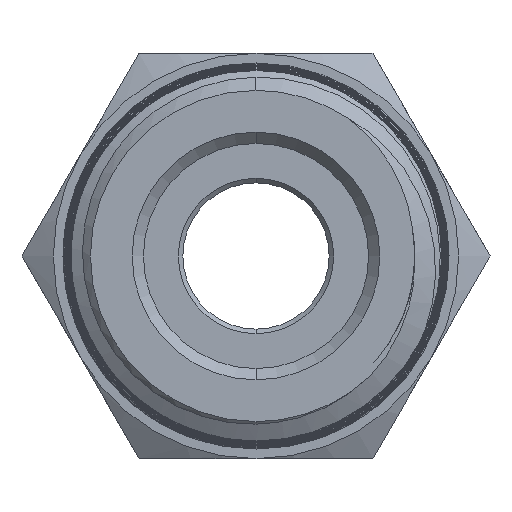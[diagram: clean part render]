
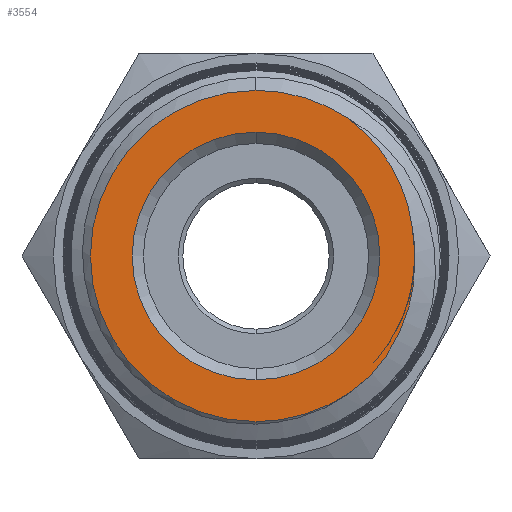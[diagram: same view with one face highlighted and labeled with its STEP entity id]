
A CAD part, front view. The second image highlights one B-rep face of the part: STEP entity #3554.
In plain terms, the highlighted planar face has unit normal (0, -1, 0).
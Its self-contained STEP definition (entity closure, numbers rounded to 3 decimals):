
#20 = ORIENTED_EDGE ( 'NONE', *, *, #6223, .T. ) ;
#42 = CARTESIAN_POINT ( 'NONE',  ( 5.011, 0., -5.385 ) ) ;
#50 = CARTESIAN_POINT ( 'NONE',  ( 4.479, 0., 5.808 ) ) ;
#182 = DIRECTION ( 'NONE',  ( 0., -1., 0. ) ) ;
#287 = CARTESIAN_POINT ( 'NONE',  ( 5.17, 0., -5.22 ) ) ;
#338 = DIRECTION ( 'NONE',  ( 0., -1., 0. ) ) ;
#380 = VERTEX_POINT ( 'NONE', #42 ) ;
#426 = CARTESIAN_POINT ( 'NONE',  ( 6.82, 0., -2.213 ) ) ;
#449 = CARTESIAN_POINT ( 'NONE',  ( 0., 0., -5.5 ) ) ;
#545 = FACE_BOUND ( 'NONE', #4886, .T. ) ;
#585 = B_SPLINE_CURVE_WITH_KNOTS ( 'NONE', 3,
 ( #6747, #2215, #1164, #5163, #1744, #5728, #2305, #6285, #2887, #6864, #3483, #50, #4070, #600 ),
 .UNSPECIFIED., .F., .F.,
 ( 4, 2, 2, 2, 2, 2, 4 ),
 ( 0., 0.001, 0.002, 0.003, 0.004, 0.005, 0.006 ),
 .UNSPECIFIED. ) ;
#600 = CARTESIAN_POINT ( 'NONE',  ( 4.106, 0., 6.103 ) ) ;
#794 = CARTESIAN_POINT ( 'NONE',  ( 0., 0., 0. ) ) ;
#835 = DIRECTION ( 'NONE',  ( 0., 1., 0. ) ) ;
#886 = VERTEX_POINT ( 'NONE', #5917 ) ;
#956 = CARTESIAN_POINT ( 'NONE',  ( 4.106, 0., 6.103 ) ) ;
#957 = CARTESIAN_POINT ( 'NONE',  ( 5.011, 0., -5.385 ) ) ;
#979 = VERTEX_POINT ( 'NONE', #6445 ) ;
#987 = EDGE_LOOP ( 'NONE', ( #7247, #2868, #5898, #20, #4598, #6078 ) ) ;
#1004 = CARTESIAN_POINT ( 'NONE',  ( 7.042, 0., -0.852 ) ) ;
#1164 = CARTESIAN_POINT ( 'NONE',  ( 6.759, 0., 2.236 ) ) ;
#1203 = VERTEX_POINT ( 'NONE', #6632 ) ;
#1394 = DIRECTION ( 'NONE',  ( 0., 0., 1. ) ) ;
#1412 = DIRECTION ( 'NONE',  ( 0., 1., 0. ) ) ;
#1458 = VERTEX_POINT ( 'NONE', #3904 ) ;
#1494 = VERTEX_POINT ( 'NONE', #4460 ) ;
#1539 = CARTESIAN_POINT ( 'NONE',  ( 6.932, 0., 1.296 ) ) ;
#1685 = CIRCLE ( 'NONE', #3699, 7.356 ) ;
#1727 = DIRECTION ( 'NONE',  ( 0., 0., 1. ) ) ;
#1744 = CARTESIAN_POINT ( 'NONE',  ( 6.437, 0., 3.131 ) ) ;
#2215 = CARTESIAN_POINT ( 'NONE',  ( 6.869, 0., 1.773 ) ) ;
#2305 = CARTESIAN_POINT ( 'NONE',  ( 6.125, 0., 3.78 ) ) ;
#2316 = B_SPLINE_CURVE_WITH_KNOTS ( 'NONE', 3,
 ( #6061, #3237, #4958, #1539 ),
 .UNSPECIFIED., .F., .F.,
 ( 4, 4 ),
 ( 0., 0.002 ),
 .UNSPECIFIED. ) ;
#2442 = AXIS2_PLACEMENT_3D ( 'NONE', #3119, #7108, #3736 ) ;
#2703 = CARTESIAN_POINT ( 'NONE',  ( 5.611, 0., -4.686 ) ) ;
#2750 = AXIS2_PLACEMENT_3D ( 'NONE', #794, #4821, #1394 ) ;
#2783 = EDGE_CURVE ( 'NONE', #1494, #380, #1685, .T. ) ;
#2784 = VERTEX_POINT ( 'NONE', #956 ) ;
#2803 = EDGE_CURVE ( 'NONE', #2784, #1203, #5515, .T. ) ;
#2828 = EDGE_CURVE ( 'NONE', #1203, #1494, #2920, .T. ) ;
#2868 = ORIENTED_EDGE ( 'NONE', *, *, #2828, .T. ) ;
#2887 = CARTESIAN_POINT ( 'NONE',  ( 5.479, 0., 4.779 ) ) ;
#2920 = CIRCLE ( 'NONE', #2750, 7.356 ) ;
#3119 = CARTESIAN_POINT ( 'NONE',  ( 0., 0., 0. ) ) ;
#3237 = CARTESIAN_POINT ( 'NONE',  ( 7.072, 0., 0.176 ) ) ;
#3302 = CARTESIAN_POINT ( 'NONE',  ( 6.124, 0., -3.918 ) ) ;
#3483 = CARTESIAN_POINT ( 'NONE',  ( 4.832, 0., 5.484 ) ) ;
#3554 = ADVANCED_FACE ( 'NONE', ( #545, #4952 ), #3706, .F. ) ;
#3567 = AXIS2_PLACEMENT_3D ( 'NONE', #4303, #835, #4853 ) ;
#3631 = CARTESIAN_POINT ( 'NONE',  ( 0., 0., 0. ) ) ;
#3699 = AXIS2_PLACEMENT_3D ( 'NONE', #6853, #338, #1727 ) ;
#3706 = PLANE ( 'NONE',  #2442 ) ;
#3736 = DIRECTION ( 'NONE',  ( 0., 0., 1. ) ) ;
#3890 = CARTESIAN_POINT ( 'NONE',  ( 6.685, 0., -2.661 ) ) ;
#3904 = CARTESIAN_POINT ( 'NONE',  ( 0., 0., 5.5 ) ) ;
#4070 = CARTESIAN_POINT ( 'NONE',  ( 4.296, 0., 5.961 ) ) ;
#4210 = DIRECTION ( 'NONE',  ( 0., 0., 1. ) ) ;
#4222 = EDGE_CURVE ( 'NONE', #6332, #1458, #4912, .T. ) ;
#4247 = ORIENTED_EDGE ( 'NONE', *, *, #4222, .T. ) ;
#4303 = CARTESIAN_POINT ( 'NONE',  ( 0., 0., 0. ) ) ;
#4460 = CARTESIAN_POINT ( 'NONE',  ( 0., 0., -7.356 ) ) ;
#4470 = CARTESIAN_POINT ( 'NONE',  ( 6.997, 0., -1.31 ) ) ;
#4496 = AXIS2_PLACEMENT_3D ( 'NONE', #4837, #1412, #5389 ) ;
#4598 = ORIENTED_EDGE ( 'NONE', *, *, #4601, .T. ) ;
#4601 = EDGE_CURVE ( 'NONE', #979, #886, #2316, .T. ) ;
#4821 = DIRECTION ( 'NONE',  ( 0., -1., 0. ) ) ;
#4836 = EDGE_CURVE ( 'NONE', #886, #2784, #585, .T. ) ;
#4837 = CARTESIAN_POINT ( 'NONE',  ( 0., 0., 0. ) ) ;
#4853 = DIRECTION ( 'NONE',  ( 0., 0., 1. ) ) ;
#4886 = EDGE_LOOP ( 'NONE', ( #4247, #5725 ) ) ;
#4912 = CIRCLE ( 'NONE', #4496, 5.5 ) ;
#4952 = FACE_OUTER_BOUND ( 'NONE', #987, .T. ) ;
#4958 = CARTESIAN_POINT ( 'NONE',  ( 7.036, 0., 0.742 ) ) ;
#5013 = CARTESIAN_POINT ( 'NONE',  ( 7.041, 0., -0.387 ) ) ;
#5163 = CARTESIAN_POINT ( 'NONE',  ( 6.526, 0., 2.91 ) ) ;
#5389 = DIRECTION ( 'NONE',  ( 0., 0., 1. ) ) ;
#5515 = CIRCLE ( 'NONE', #5957, 7.356 ) ;
#5725 = ORIENTED_EDGE ( 'NONE', *, *, #6008, .T. ) ;
#5728 = CARTESIAN_POINT ( 'NONE',  ( 6.237, 0., 3.566 ) ) ;
#5898 = ORIENTED_EDGE ( 'NONE', *, *, #2783, .T. ) ;
#5917 = CARTESIAN_POINT ( 'NONE',  ( 6.932, 0., 1.296 ) ) ;
#5957 = AXIS2_PLACEMENT_3D ( 'NONE', #3631, #182, #4210 ) ;
#6008 = EDGE_CURVE ( 'NONE', #1458, #6332, #7289, .T. ) ;
#6061 = CARTESIAN_POINT ( 'NONE',  ( 7.041, 0., -0.387 ) ) ;
#6078 = ORIENTED_EDGE ( 'NONE', *, *, #4836, .T. ) ;
#6114 = CARTESIAN_POINT ( 'NONE',  ( 5.322, 0., -5.048 ) ) ;
#6223 = EDGE_CURVE ( 'NONE', #380, #979, #6685, .T. ) ;
#6285 = CARTESIAN_POINT ( 'NONE',  ( 5.76, 0., 4.397 ) ) ;
#6332 = VERTEX_POINT ( 'NONE', #449 ) ;
#6445 = CARTESIAN_POINT ( 'NONE',  ( 7.041, 0., -0.387 ) ) ;
#6632 = CARTESIAN_POINT ( 'NONE',  ( 0., 0., 7.356 ) ) ;
#6684 = CARTESIAN_POINT ( 'NONE',  ( 5.747, 0., -4.497 ) ) ;
#6685 = B_SPLINE_CURVE_WITH_KNOTS ( 'NONE', 3,
 ( #957, #287, #6114, #2703, #6684, #3302, #7273, #3890, #426, #4470, #1004, #5013 ),
 .UNSPECIFIED., .F., .F.,
 ( 4, 2, 2, 2, 2, 4 ),
 ( 0.004, 0.005, 0.006, 0.007, 0.008, 0.01 ),
 .UNSPECIFIED. ) ;
#6747 = CARTESIAN_POINT ( 'NONE',  ( 6.932, 0., 1.296 ) ) ;
#6853 = CARTESIAN_POINT ( 'NONE',  ( 0., 0., 0. ) ) ;
#6864 = CARTESIAN_POINT ( 'NONE',  ( 5.002, 0., 5.313 ) ) ;
#7108 = DIRECTION ( 'NONE',  ( 0., 1., 0. ) ) ;
#7247 = ORIENTED_EDGE ( 'NONE', *, *, #2803, .T. ) ;
#7273 = CARTESIAN_POINT ( 'NONE',  ( 6.337, 0., -3.512 ) ) ;
#7289 = CIRCLE ( 'NONE', #3567, 5.5 ) ;
